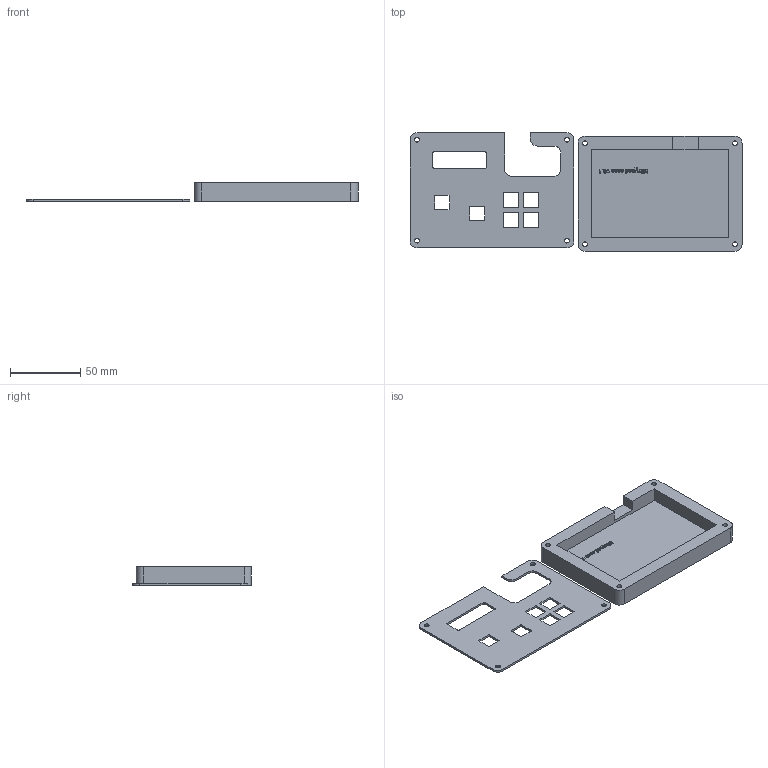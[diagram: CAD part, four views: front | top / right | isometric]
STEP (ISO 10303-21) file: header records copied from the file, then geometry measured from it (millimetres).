
FILE_DESCRIPTION(/* description */ (''),/* implementation_level */ '2;1');
FILE_NAME(/* name */ 'case_full_2.step',/* time_stamp */ '2026-01-05T17:35:12-08:00',/* author */ (''),/* organization */ (''),/* preprocessor_version */ 'ST-DEVELOPER v20.1',/* originating_system */ 'Autodesk Translation Framework v14.21.0.0',/* authorisation */ '');
FILE_SCHEMA (('AUTOMOTIVE_DESIGN { 1 0 10303 214 3 1 1 }'));
Length unit declared in the file: millimetre
Products named in the file (2): 2026-01-05-10-33-40-119; 2026-01-05-10-34-48-065
Assembly tree (1 placements, depth 2):
  2026-01-05-10-33-40-119
    2026-01-05-10-34-48-065
Bounding box: 236.92 x 84.57 x 13 mm (x, y, z)
Volume: 71760.1 mm3; surface area: 44015 mm2
Topology: 2 solids, 2 shells, 452 faces, 1257 edges, 838 vertices
Faces by surface type: bspline 245, plane 171, cylinder 36
Full cylindrical faces by diameter (mm): 3.4 x8, 6 x4
Entity records: 17649 total; most frequent: CARTESIAN_POINT 7615, ORIENTED_EDGE 2514, DIRECTION 1259, EDGE_CURVE 1257, VERTEX_POINT 838, LINE 695, VECTOR 695, EDGE_LOOP 511
